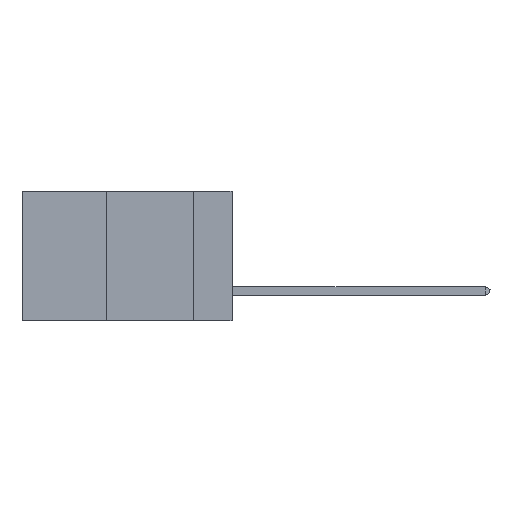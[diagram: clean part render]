
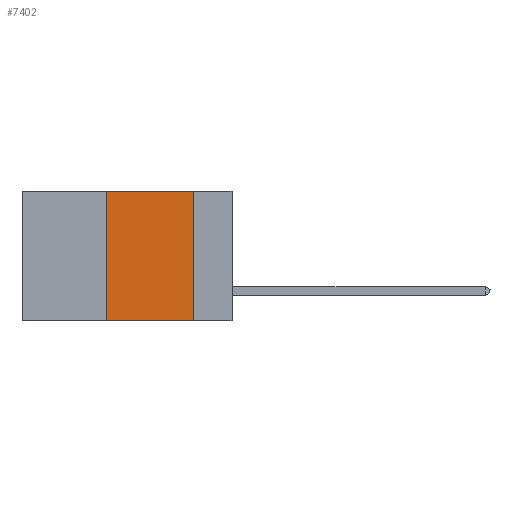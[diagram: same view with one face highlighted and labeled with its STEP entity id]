
A CAD part, left-side view. The second image highlights one B-rep face of the part: STEP entity #7402.
In plain terms, the highlighted planar face has unit normal (-1, 0, 0).
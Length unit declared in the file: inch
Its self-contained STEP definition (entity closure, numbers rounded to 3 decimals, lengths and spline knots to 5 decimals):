
#659 = EDGE_CURVE ( 'NONE', #17229, #26060, #28020, .T. ) ;
#1300 = CARTESIAN_POINT ( 'NONE',  ( 0., 0.36, -0.37 ) ) ;
#1920 = EDGE_CURVE ( 'NONE', #12398, #17229, #3204, .T. ) ;
#2156 = AXIS2_PLACEMENT_3D ( 'NONE', #12756, #10179, #27759 ) ;
#2721 = LINE ( 'NONE', #4470, #15515 ) ;
#3204 = LINE ( 'NONE', #5045, #20780 ) ;
#3384 = EDGE_CURVE ( 'NONE', #12398, #11939, #21004, .T. ) ;
#3900 = PLANE ( 'NONE',  #2156 ) ;
#4129 = ORIENTED_EDGE ( 'NONE', *, *, #3384, .T. ) ;
#4285 = CARTESIAN_POINT ( 'NONE',  ( 0., 0.6, -0.37 ) ) ;
#4470 = CARTESIAN_POINT ( 'NONE',  ( 0., 0.11, 0. ) ) ;
#5045 = CARTESIAN_POINT ( 'NONE',  ( 0., 0.36, 0. ) ) ;
#7402 = ADVANCED_FACE ( 'NONE', ( #7578 ), #3900, .F. ) ;
#7578 = FACE_OUTER_BOUND ( 'NONE', #12877, .T. ) ;
#8074 = VECTOR ( 'NONE', #19521, 39.37008 ) ;
#10026 = CARTESIAN_POINT ( 'NONE',  ( 0., 0.11, 0. ) ) ;
#10179 = DIRECTION ( 'NONE',  ( 1., 0., 0. ) ) ;
#10546 = CARTESIAN_POINT ( 'NONE',  ( 0., 0.6, 0. ) ) ;
#11497 = DIRECTION ( 'NONE',  ( 0., 0., 1. ) ) ;
#11939 = VERTEX_POINT ( 'NONE', #23920 ) ;
#12398 = VERTEX_POINT ( 'NONE', #1300 ) ;
#12756 = CARTESIAN_POINT ( 'NONE',  ( 0., 0.6, 0. ) ) ;
#12877 = EDGE_LOOP ( 'NONE', ( #28294, #27326, #21988, #4129 ) ) ;
#15372 = CARTESIAN_POINT ( 'NONE',  ( 0., 0.36, 0. ) ) ;
#15515 = VECTOR ( 'NONE', #24085, 39.37008 ) ;
#17229 = VERTEX_POINT ( 'NONE', #15372 ) ;
#19320 = VECTOR ( 'NONE', #26785, 39.37008 ) ;
#19521 = DIRECTION ( 'NONE',  ( 0., -1., 0. ) ) ;
#20780 = VECTOR ( 'NONE', #11497, 39.37008 ) ;
#21004 = LINE ( 'NONE', #4285, #19320 ) ;
#21988 = ORIENTED_EDGE ( 'NONE', *, *, #1920, .F. ) ;
#22035 = EDGE_CURVE ( 'NONE', #26060, #11939, #2721, .T. ) ;
#23920 = CARTESIAN_POINT ( 'NONE',  ( 0., 0.11, -0.37 ) ) ;
#24085 = DIRECTION ( 'NONE',  ( 0., 0., -1. ) ) ;
#26060 = VERTEX_POINT ( 'NONE', #10026 ) ;
#26785 = DIRECTION ( 'NONE',  ( 0., -1., 0. ) ) ;
#27326 = ORIENTED_EDGE ( 'NONE', *, *, #659, .F. ) ;
#27759 = DIRECTION ( 'NONE',  ( 0., 0., -1. ) ) ;
#28020 = LINE ( 'NONE', #10546, #8074 ) ;
#28294 = ORIENTED_EDGE ( 'NONE', *, *, #22035, .F. ) ;
